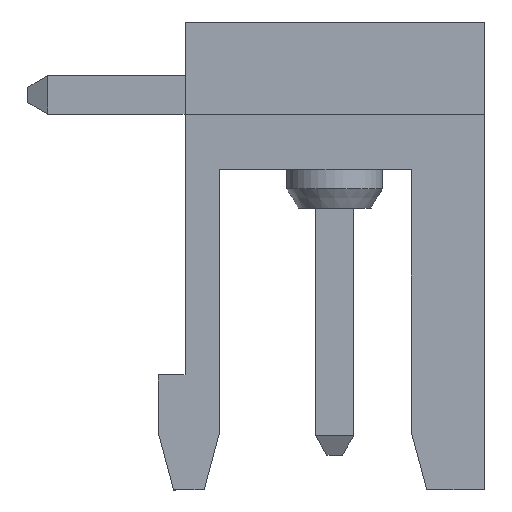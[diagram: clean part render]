
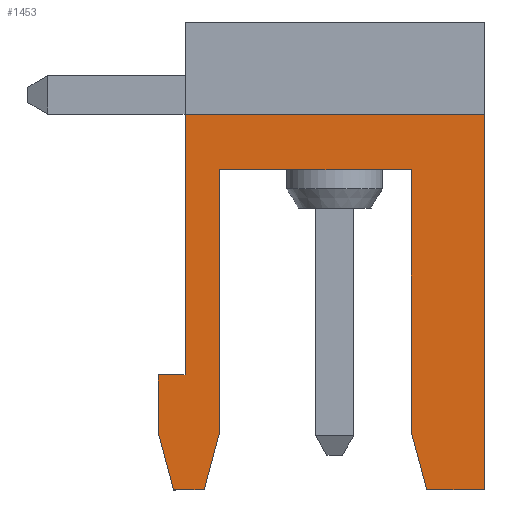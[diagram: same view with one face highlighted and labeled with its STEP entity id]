
A CAD part, front view. The second image highlights one B-rep face of the part: STEP entity #1453.
In plain terms, the highlighted planar face has unit normal (0, -1, 0).
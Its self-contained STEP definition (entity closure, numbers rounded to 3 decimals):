
#1453 = ADVANCED_FACE( '', ( #3267 ), #3268, .F. );
#3267 = FACE_OUTER_BOUND( '', #5437, .T. );
#3268 = PLANE( '', #5438 );
#5437 = EDGE_LOOP( '', ( #9668, #9669, #9670, #9671, #9672, #9673, #9674, #9675, #9676, #9677, #9678, #9679, #9680 ) );
#5438 = AXIS2_PLACEMENT_3D( '', #9681, #9682, #9683 );
#9668 = ORIENTED_EDGE( '', *, *, #14379, .F. );
#9669 = ORIENTED_EDGE( '', *, *, #14300, .T. );
#9670 = ORIENTED_EDGE( '', *, *, #13385, .F. );
#9671 = ORIENTED_EDGE( '', *, *, #14380, .F. );
#9672 = ORIENTED_EDGE( '', *, *, #14381, .F. );
#9673 = ORIENTED_EDGE( '', *, *, #14382, .F. );
#9674 = ORIENTED_EDGE( '', *, *, #14383, .F. );
#9675 = ORIENTED_EDGE( '', *, *, #14037, .F. );
#9676 = ORIENTED_EDGE( '', *, *, #14384, .F. );
#9677 = ORIENTED_EDGE( '', *, *, #14286, .F. );
#9678 = ORIENTED_EDGE( '', *, *, #14385, .F. );
#9679 = ORIENTED_EDGE( '', *, *, #13874, .T. );
#9680 = ORIENTED_EDGE( '', *, *, #13467, .T. );
#9681 = CARTESIAN_POINT( '', ( -40.699, 26.85, -9.8 ) );
#9682 = DIRECTION( '', ( 0., 1., 0. ) );
#9683 = DIRECTION( '', ( 1., 0., 0. ) );
#13385 = EDGE_CURVE( '', #16287, #16290, #16291, .T. );
#13467 = EDGE_CURVE( '', #16424, #16422, #16425, .T. );
#13874 = EDGE_CURVE( '', #17042, #16424, #17043, .T. );
#14037 = EDGE_CURVE( '', #17282, #17280, #17284, .T. );
#14286 = EDGE_CURVE( '', #17626, #17570, #17628, .T. );
#14300 = EDGE_CURVE( '', #17647, #16290, #17648, .T. );
#14379 = EDGE_CURVE( '', #17647, #16422, #17754, .T. );
#14380 = EDGE_CURVE( '', #17755, #16287, #17756, .T. );
#14381 = EDGE_CURVE( '', #17757, #17755, #17758, .T. );
#14382 = EDGE_CURVE( '', #17759, #17757, #17760, .T. );
#14383 = EDGE_CURVE( '', #17280, #17759, #17761, .T. );
#14384 = EDGE_CURVE( '', #17570, #17282, #17762, .T. );
#14385 = EDGE_CURVE( '', #17042, #17626, #17763, .T. );
#16287 = VERTEX_POINT( '', #20312 );
#16290 = VERTEX_POINT( '', #20316 );
#16291 = LINE( '', #20317, #20318 );
#16422 = VERTEX_POINT( '', #20511 );
#16424 = VERTEX_POINT( '', #20514 );
#16425 = LINE( '', #20515, #20516 );
#17042 = VERTEX_POINT( '', #21436 );
#17043 = LINE( '', #21437, #21438 );
#17280 = VERTEX_POINT( '', #21797 );
#17282 = VERTEX_POINT( '', #21800 );
#17284 = LINE( '', #21803, #21804 );
#17570 = VERTEX_POINT( '', #22234 );
#17626 = VERTEX_POINT( '', #22323 );
#17628 = LINE( '', #22326, #22327 );
#17647 = VERTEX_POINT( '', #22355 );
#17648 = LINE( '', #22356, #22357 );
#17754 = LINE( '', #22517, #22518 );
#17755 = VERTEX_POINT( '', #22519 );
#17756 = LINE( '', #22520, #22521 );
#17757 = VERTEX_POINT( '', #22522 );
#17758 = LINE( '', #22523, #22524 );
#17759 = VERTEX_POINT( '', #22525 );
#17760 = LINE( '', #22526, #22527 );
#17761 = LINE( '', #22528, #22529 );
#17762 = LINE( '', #22530, #22531 );
#17763 = LINE( '', #22532, #22533 );
#20312 = CARTESIAN_POINT( '', ( -33.697, 26.85, -9.8 ) );
#20316 = CARTESIAN_POINT( '', ( -34.099, 26.85, -8.3 ) );
#20317 = CARTESIAN_POINT( '', ( -34.099, 26.85, -8.3 ) );
#20318 = VECTOR( '', #24357, 1000. );
#20511 = CARTESIAN_POINT( '', ( -39.099, 26.85, -1.45 ) );
#20514 = CARTESIAN_POINT( '', ( -39.099, 26.85, -8.307 ) );
#20515 = CARTESIAN_POINT( '', ( -39.099, 26.85, -9.8 ) );
#20516 = VECTOR( '', #24430, 1000. );
#21436 = CARTESIAN_POINT( '', ( -39.499, 26.85, -9.8 ) );
#21437 = CARTESIAN_POINT( '', ( -39.58, 26.85, -10.1 ) );
#21438 = VECTOR( '', #24779, 1000. );
#21797 = CARTESIAN_POINT( '', ( -40., 26.85, -6.8 ) );
#21800 = CARTESIAN_POINT( '', ( -40.699, 26.85, -6.8 ) );
#21803 = CARTESIAN_POINT( '', ( -40.099, 26.85, -6.8 ) );
#21804 = VECTOR( '', #24916, 1000. );
#22234 = CARTESIAN_POINT( '', ( -40.699, 26.85, -8.307 ) );
#22323 = CARTESIAN_POINT( '', ( -40.299, 26.85, -9.8 ) );
#22326 = CARTESIAN_POINT( '', ( -40.699, 26.85, -8.307 ) );
#22327 = VECTOR( '', #25125, 1000. );
#22355 = CARTESIAN_POINT( '', ( -34.099, 26.85, -1.45 ) );
#22356 = CARTESIAN_POINT( '', ( -34.099, 26.85, -9.8 ) );
#22357 = VECTOR( '', #25135, 1000. );
#22517 = CARTESIAN_POINT( '', ( -40.699, 26.85, -1.45 ) );
#22518 = VECTOR( '', #25196, 1000. );
#22519 = CARTESIAN_POINT( '', ( -32.199, 26.85, -9.8 ) );
#22520 = CARTESIAN_POINT( '', ( -33.697, 26.85, -9.8 ) );
#22521 = VECTOR( '', #25197, 1000. );
#22522 = CARTESIAN_POINT( '', ( -32.199, 26.85, 0. ) );
#22523 = CARTESIAN_POINT( '', ( -32.199, 26.85, -9.8 ) );
#22524 = VECTOR( '', #25198, 1000. );
#22525 = CARTESIAN_POINT( '', ( -40., 26.85, 0. ) );
#22526 = CARTESIAN_POINT( '', ( -32.199, 26.85, 0. ) );
#22527 = VECTOR( '', #25199, 1000. );
#22528 = CARTESIAN_POINT( '', ( -40., 26.85, 0. ) );
#22529 = VECTOR( '', #25200, 1000. );
#22530 = CARTESIAN_POINT( '', ( -40.699, 26.85, -6.8 ) );
#22531 = VECTOR( '', #25201, 1000. );
#22532 = CARTESIAN_POINT( '', ( -33.697, 26.85, -9.8 ) );
#22533 = VECTOR( '', #25202, 1000. );
#24357 = DIRECTION( '', ( -0.259, 0., 0.966 ) );
#24430 = DIRECTION( '', ( 0., 0., 1. ) );
#24779 = DIRECTION( '', ( 0.259, 0., 0.966 ) );
#24916 = DIRECTION( '', ( 1., 0., 0. ) );
#25125 = DIRECTION( '', ( -0.259, 0., 0.966 ) );
#25135 = DIRECTION( '', ( 0., 0., -1. ) );
#25196 = DIRECTION( '', ( -1., 0., 0. ) );
#25197 = DIRECTION( '', ( -1., 0., 0. ) );
#25198 = DIRECTION( '', ( 0., 0., -1. ) );
#25199 = DIRECTION( '', ( 1., 0., 0. ) );
#25200 = DIRECTION( '', ( 0., 0., 1. ) );
#25201 = DIRECTION( '', ( 0., 0., 1. ) );
#25202 = DIRECTION( '', ( -1., 0., 0. ) );
